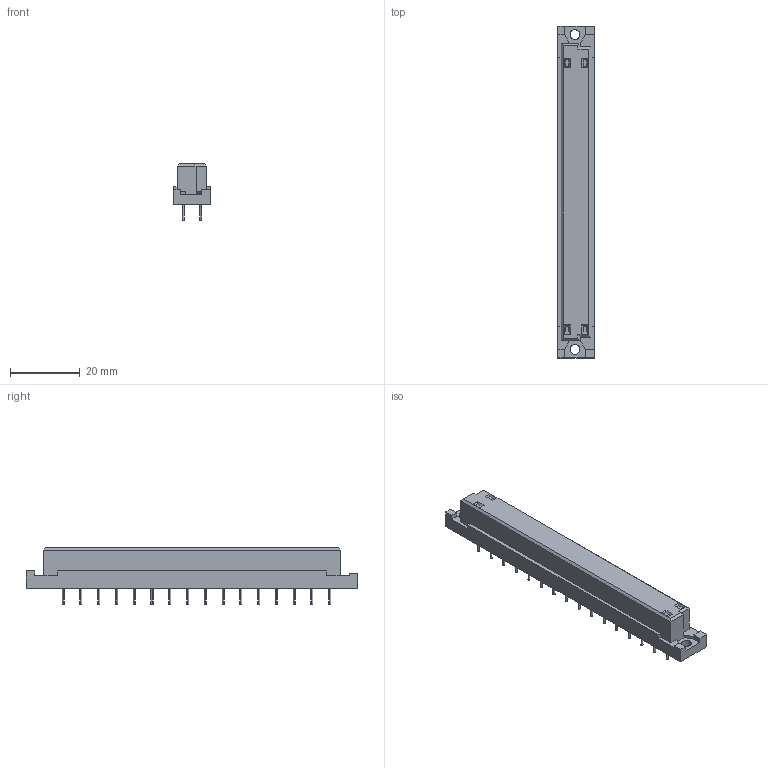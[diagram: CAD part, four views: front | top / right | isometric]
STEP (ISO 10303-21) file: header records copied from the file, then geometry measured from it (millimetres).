
FILE_DESCRIPTION((''),'2;1');
FILE_NAME('HARTING_09 04 232 6831.stp','2008-12-01T13:22:20',(''),(''),'Mechanical Desktop 2006','Mechanical Desktop 2006',', , ');
FILE_SCHEMA(('AUTOMOTIVE_DESIGN { 1 2 10303 214 0 1 1 1 }'));
Length unit declared in the file: millimetre
Products named in the file (1): HARTING_09 04 232 6831_3D
Bounding box: 10.5 x 94.9 x 16.1 mm (x, y, z)
Volume: 9485.2 mm3; surface area: 4591.9 mm2
Topology: 33 solids, 33 shells, 208 faces, 391 edges, 258 vertices
Faces by surface type: bspline 80, cylinder 64, plane 64
Entity records: 5131 total; most frequent: CARTESIAN_POINT 1415, ORIENTED_EDGE 780, DIRECTION 579, EDGE_CURVE 390, AXIS2_PLACEMENT_3D 257, VERTEX_POINT 256, EDGE_LOOP 220, FACE_OUTER_BOUND 208
